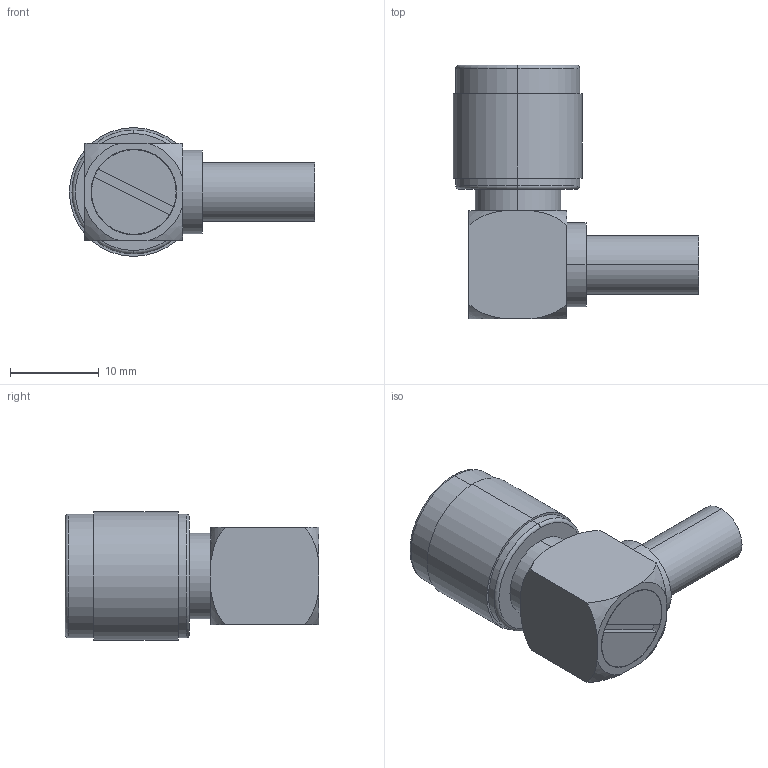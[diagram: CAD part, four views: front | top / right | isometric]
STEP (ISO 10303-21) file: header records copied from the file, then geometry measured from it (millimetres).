
FILE_DESCRIPTION (( 'STEP AP203' ), '1' );
FILE_NAME ('BAC525.STEP', '2010-09-21T12:57:45', ( 'x' ), ( 'Microsoft' ), 'SwSTEP 2.0', 'SolidWorks 2010', '' );
FILE_SCHEMA (( 'CONFIG_CONTROL_DESIGN' ));
Length unit declared in the file: inch
Products named in the file (4): BAC525-MA1; BAC525; BAC525-MA2
Assembly tree (3 placements, depth 2):
  BAC525
    BAC525
    BAC525-MA2
    BAC525-MA1
Bounding box: 27.66 x 28.63 x 14.53 mm (x, y, z)
Volume: 3173.3 mm3; surface area: 4190 mm2
Topology: 3 solids, 3 shells, 140 faces, 322 edges, 206 vertices
Faces by surface type: plane 60, cylinder 44, cone 20, torus 16
Entity records: 4526 total; most frequent: CARTESIAN_POINT 802, DIRECTION 764, ORIENTED_EDGE 644, EDGE_CURVE 322, AXIS2_PLACEMENT_3D 312, VERTEX_POINT 206, CIRCLE 166, EDGE_LOOP 160
